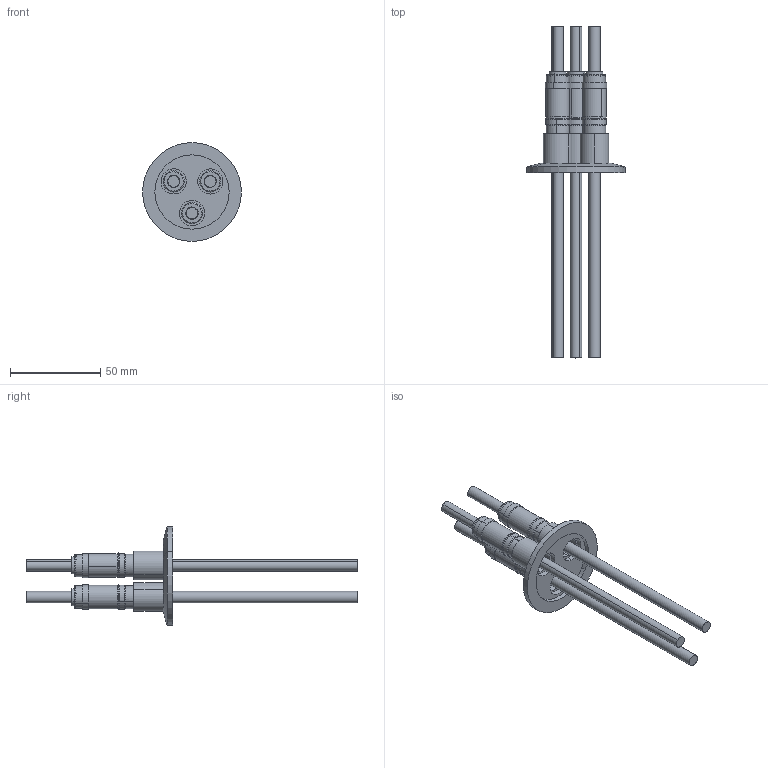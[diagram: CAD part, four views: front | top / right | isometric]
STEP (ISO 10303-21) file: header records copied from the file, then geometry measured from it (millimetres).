
FILE_DESCRIPTION (( 'STEP AP203' ), '1' );
FILE_NAME ('A0115-5-QF.STEP', '2013-06-03T11:22:40', ( '' ), ( '' ), 'SwSTEP 2.0', 'SolidWorks 2012', '' );
FILE_SCHEMA (( 'CONFIG_CONTROL_DESIGN' ));
Length unit declared in the file: inch
Products named in the file (1): A0115-5-QF
Bounding box: 54.86 x 184.15 x 54.86 mm (x, y, z)
Volume: 38068.6 mm3; surface area: 31378.1 mm2
Topology: 1 solids, 1 shells, 219 faces, 448 edges, 280 vertices
Faces by surface type: cylinder 118, plane 51, cone 32, torus 18
Entity records: 5931 total; most frequent: DIRECTION 1186, CARTESIAN_POINT 948, ORIENTED_EDGE 896, AXIS2_PLACEMENT_3D 518, EDGE_CURVE 448, CIRCLE 298, VERTEX_POINT 280, EDGE_LOOP 268
